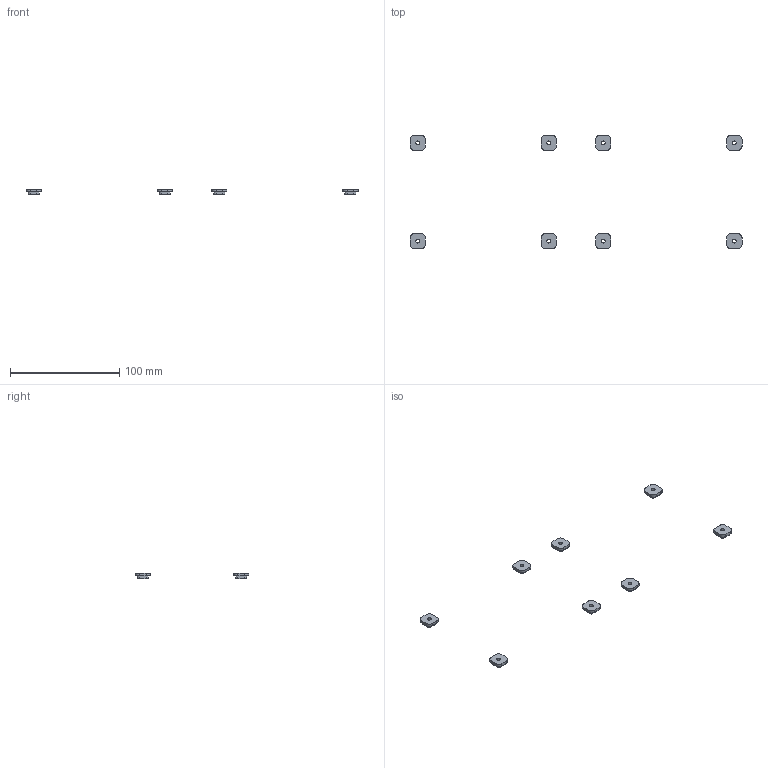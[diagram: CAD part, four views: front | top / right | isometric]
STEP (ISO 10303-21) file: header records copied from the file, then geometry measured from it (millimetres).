
FILE_DESCRIPTION(/* description */ (''),/* implementation_level */ '2;1');
FILE_NAME(/* name */ 'TMCM-6110 mounts.step',/* time_stamp */ '2024-04-15T10:26:17-04:00',/* author */ (''),/* organization */ (''),/* preprocessor_version */ 'ST-DEVELOPER v20',/* originating_system */ 'Autodesk Translation Framework v12.20.1.177',/* authorisation */ '');
FILE_SCHEMA (('AUTOMOTIVE_DESIGN { 1 0 10303 214 3 1 1 }'));
Length unit declared in the file: millimetre
Products named in the file (1): 8x - TMCM-6110 mounts
Bounding box: 304 x 104 x 5.04 mm (x, y, z)
Volume: 4908.2 mm3; surface area: 5091.2 mm2
Topology: 8 solids, 8 shells, 216 faces, 552 edges, 368 vertices
Faces by surface type: plane 144, cylinder 72
Full cylindrical faces by diameter (mm): 3.403 x8
Entity records: 6605 total; most frequent: CARTESIAN_POINT 1137, DIRECTION 1130, ORIENTED_EDGE 1104, EDGE_CURVE 552, LINE 408, VECTOR 408, VERTEX_POINT 368, AXIS2_PLACEMENT_3D 361
